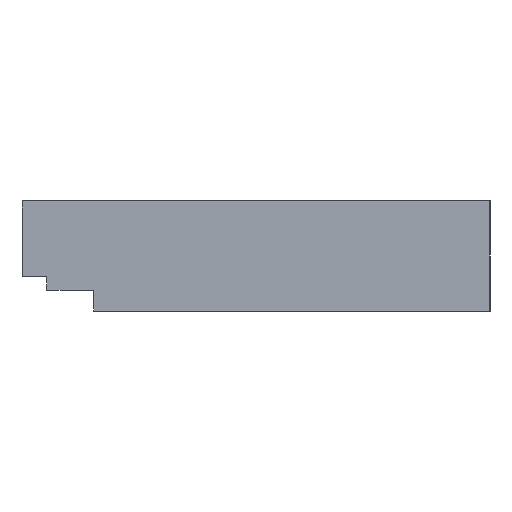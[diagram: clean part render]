
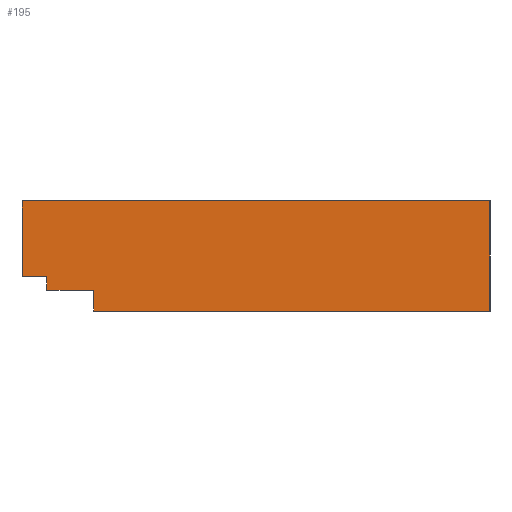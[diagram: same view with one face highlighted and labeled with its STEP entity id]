
A CAD part, left-side view. The second image highlights one B-rep face of the part: STEP entity #195.
In plain terms, the highlighted planar face has unit normal (-1, 0, 0).
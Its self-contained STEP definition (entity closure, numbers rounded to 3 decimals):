
#18 = VECTOR ( 'NONE', #1029, 1000. ) ;
#44 = LINE ( 'NONE', #762, #1371 ) ;
#75 = VERTEX_POINT ( 'NONE', #149 ) ;
#83 = LINE ( 'NONE', #1364, #1142 ) ;
#88 = CARTESIAN_POINT ( 'NONE',  ( 0., 32.2, 2.5 ) ) ;
#149 = CARTESIAN_POINT ( 'NONE',  ( 0., 0., 0. ) ) ;
#157 = VECTOR ( 'NONE', #693, 1000. ) ;
#189 = ORIENTED_EDGE ( 'NONE', *, *, #1010, .F. ) ;
#195 = ADVANCED_FACE ( 'NONE', ( #362 ), #862, .F. ) ;
#217 = EDGE_CURVE ( 'NONE', #1232, #1373, #938, .T. ) ;
#242 = DIRECTION ( 'NONE',  ( 0., -1., 0. ) ) ;
#252 = DIRECTION ( 'NONE',  ( 0., 0., -1. ) ) ;
#267 = LINE ( 'NONE', #350, #1315 ) ;
#350 = CARTESIAN_POINT ( 'NONE',  ( 0., 34., 0. ) ) ;
#362 = FACE_OUTER_BOUND ( 'NONE', #931, .T. ) ;
#438 = DIRECTION ( 'NONE',  ( 0., -1., 0. ) ) ;
#476 = LINE ( 'NONE', #574, #157 ) ;
#488 = DIRECTION ( 'NONE',  ( 0., 0., -1. ) ) ;
#520 = CARTESIAN_POINT ( 'NONE',  ( 0., 34., 8. ) ) ;
#553 = LINE ( 'NONE', #633, #1533 ) ;
#574 = CARTESIAN_POINT ( 'NONE',  ( 0., 28.8, 1.5 ) ) ;
#597 = AXIS2_PLACEMENT_3D ( 'NONE', #974, #623, #488 ) ;
#618 = VECTOR ( 'NONE', #1382, 1000. ) ;
#623 = DIRECTION ( 'NONE',  ( 1., 0., 0. ) ) ;
#633 = CARTESIAN_POINT ( 'NONE',  ( 0., 0., 8. ) ) ;
#656 = CARTESIAN_POINT ( 'NONE',  ( 0., 28.8, 1.5 ) ) ;
#693 = DIRECTION ( 'NONE',  ( 0., 0., -1. ) ) ;
#716 = EDGE_CURVE ( 'NONE', #1218, #958, #1137, .T. ) ;
#732 = EDGE_CURVE ( 'NONE', #958, #1185, #476, .T. ) ;
#762 = CARTESIAN_POINT ( 'NONE',  ( 0., 34., 8. ) ) ;
#782 = ORIENTED_EDGE ( 'NONE', *, *, #732, .T. ) ;
#804 = VECTOR ( 'NONE', #438, 1000. ) ;
#813 = ORIENTED_EDGE ( 'NONE', *, *, #217, .T. ) ;
#837 = ORIENTED_EDGE ( 'NONE', *, *, #896, .T. ) ;
#857 = CARTESIAN_POINT ( 'NONE',  ( 0., 28.8, 0. ) ) ;
#862 = PLANE ( 'NONE',  #597 ) ;
#880 = ORIENTED_EDGE ( 'NONE', *, *, #716, .T. ) ;
#881 = CARTESIAN_POINT ( 'NONE',  ( 0., 32.2, 1.5 ) ) ;
#890 = CARTESIAN_POINT ( 'NONE',  ( 0., 34., 2.5 ) ) ;
#896 = EDGE_CURVE ( 'NONE', #1453, #1218, #83, .T. ) ;
#901 = LINE ( 'NONE', #1541, #18 ) ;
#931 = EDGE_LOOP ( 'NONE', ( #880, #782, #1324, #189, #1206, #813, #1198, #837 ) ) ;
#938 = LINE ( 'NONE', #520, #618 ) ;
#958 = VERTEX_POINT ( 'NONE', #656 ) ;
#974 = CARTESIAN_POINT ( 'NONE',  ( 0., 34., 8. ) ) ;
#990 = CARTESIAN_POINT ( 'NONE',  ( 0., 34., 8. ) ) ;
#992 = EDGE_CURVE ( 'NONE', #1232, #1219, #44, .T. ) ;
#1010 = EDGE_CURVE ( 'NONE', #1219, #75, #553, .T. ) ;
#1029 = DIRECTION ( 'NONE',  ( 0., -1., 0. ) ) ;
#1120 = EDGE_CURVE ( 'NONE', #1373, #1453, #901, .T. ) ;
#1130 = CARTESIAN_POINT ( 'NONE',  ( 0., 0., 8. ) ) ;
#1137 = LINE ( 'NONE', #1402, #804 ) ;
#1142 = VECTOR ( 'NONE', #252, 1000. ) ;
#1185 = VERTEX_POINT ( 'NONE', #857 ) ;
#1198 = ORIENTED_EDGE ( 'NONE', *, *, #1120, .T. ) ;
#1206 = ORIENTED_EDGE ( 'NONE', *, *, #992, .F. ) ;
#1218 = VERTEX_POINT ( 'NONE', #881 ) ;
#1219 = VERTEX_POINT ( 'NONE', #1130 ) ;
#1232 = VERTEX_POINT ( 'NONE', #990 ) ;
#1271 = DIRECTION ( 'NONE',  ( 0., -1., 0. ) ) ;
#1315 = VECTOR ( 'NONE', #242, 1000. ) ;
#1324 = ORIENTED_EDGE ( 'NONE', *, *, #1537, .T. ) ;
#1364 = CARTESIAN_POINT ( 'NONE',  ( 0., 32.2, 1.5 ) ) ;
#1371 = VECTOR ( 'NONE', #1271, 1000. ) ;
#1373 = VERTEX_POINT ( 'NONE', #890 ) ;
#1382 = DIRECTION ( 'NONE',  ( 0., 0., -1. ) ) ;
#1402 = CARTESIAN_POINT ( 'NONE',  ( 0., 32.2, 1.5 ) ) ;
#1453 = VERTEX_POINT ( 'NONE', #88 ) ;
#1514 = DIRECTION ( 'NONE',  ( 0., 0., -1. ) ) ;
#1533 = VECTOR ( 'NONE', #1514, 1000. ) ;
#1537 = EDGE_CURVE ( 'NONE', #1185, #75, #267, .T. ) ;
#1541 = CARTESIAN_POINT ( 'NONE',  ( 0., 32.2, 2.5 ) ) ;
